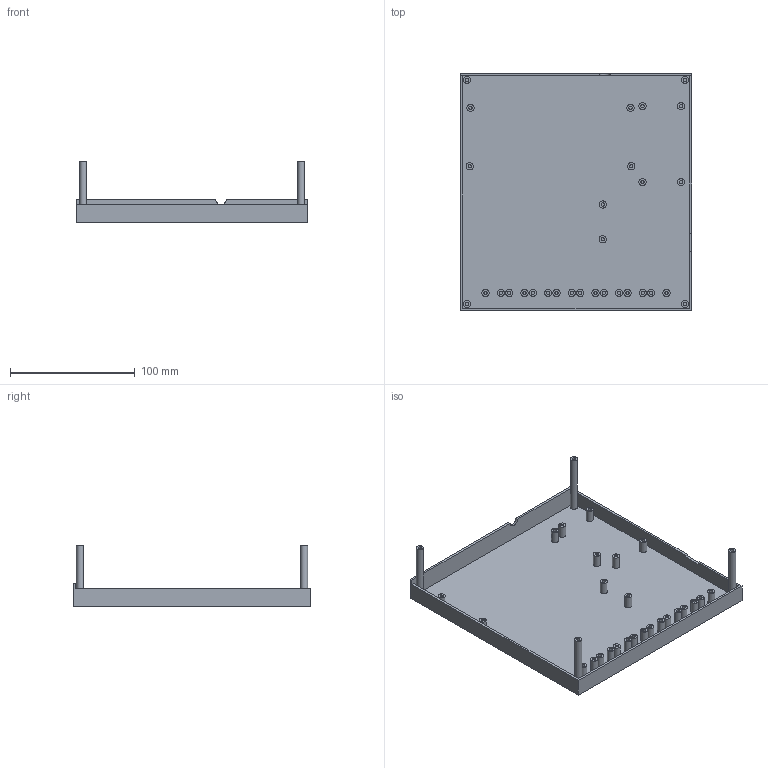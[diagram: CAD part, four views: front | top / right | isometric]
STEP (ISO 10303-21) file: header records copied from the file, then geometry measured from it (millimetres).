
FILE_DESCRIPTION(/* description */ ('','CAx-IF Rec.Pracs.---Representation and Presentation of Product Manufacturing Information (PMI)---4.0---2014-10-13'),/* implementation_level */ '2;1');
FILE_NAME(/* name */ 'Relay Controller with non-soldered breadboard v2 bottom.step',/* time_stamp */ '2025-01-21T18:04:40-08:00',/* author */ (''),/* organization */ (''),/* preprocessor_version */ 'ST-DEVELOPER v20',/* originating_system */ 'Autodesk Translation Framework v13.20.0.188',/* authorisation */ '');
FILE_SCHEMA (('AP242_MANAGED_MODEL_BASED_3D_ENGINEERING_MIM_LF { 1 0 10303 442 1 1 4 }'));
Length unit declared in the file: millimetre
Products named in the file (1): Relay Controller with non-soldered breadboard
Bounding box: 186 x 191 x 49.5 mm (x, y, z)
Volume: 100639.7 mm3; surface area: 104554.7 mm2
Topology: 1 solids, 1 shells, 138 faces, 228 edges, 152 vertices
Faces by surface type: plane 77, cylinder 61
Full cylindrical faces by diameter (mm): 2.6 x30, 5.8 x30
Entity records: 3287 total; most frequent: DIRECTION 628, CARTESIAN_POINT 519, ORIENTED_EDGE 456, AXIS2_PLACEMENT_3D 261, EDGE_CURVE 228, EDGE_LOOP 198, VERTEX_POINT 152, FACE_OUTER_BOUND 138
